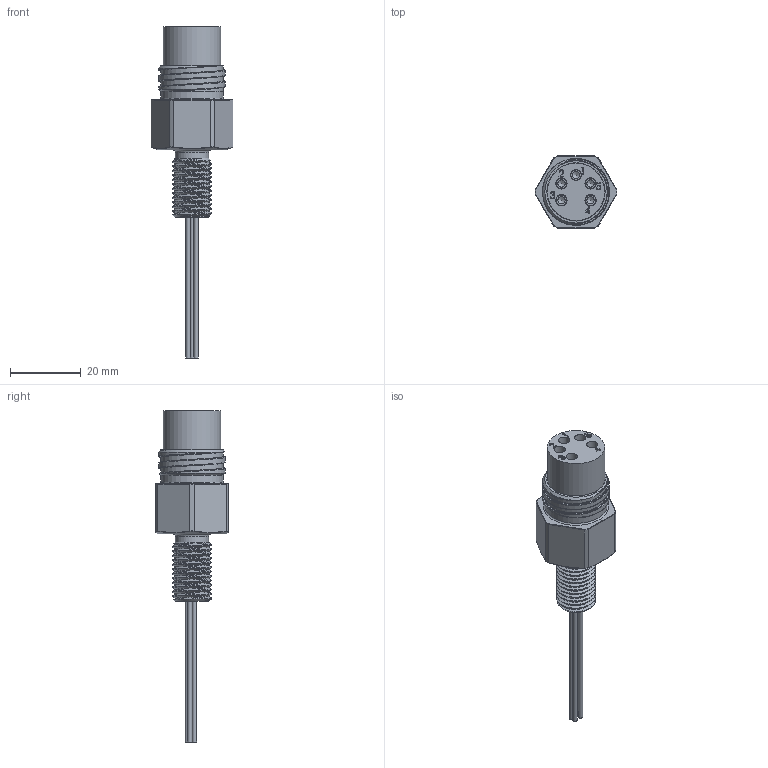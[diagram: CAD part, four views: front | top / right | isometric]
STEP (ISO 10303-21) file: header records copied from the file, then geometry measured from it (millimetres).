
FILE_DESCRIPTION(/* description */ (''),/* implementation_level */ '2;1');
FILE_NAME(/* name */ 'MCBH5F-WB.stp',/* time_stamp */ '2014-12-16T14:45:55+01:00',/* author */ ('sh'),/* organization */ (''),/* preprocessor_version */ 'ST-DEVELOPER v15.2',/* originating_system */ 'Autodesk Inventor 2014',/* authorisation */ '');
FILE_SCHEMA (('AUTOMOTIVE_DESIGN { 1 0 10303 214 3 1 1 }'));
Length unit declared in the file: inch
Products named in the file (1): MCBH5F-WB
Bounding box: 23.11 x 20.62 x 94.06 mm (x, y, z)
Volume: 11117.3 mm3; surface area: 13387.1 mm2
Topology: 25 solids, 25 shells, 564 faces, 1379 edges, 902 vertices
Faces by surface type: plane 208, torus 132, cylinder 129, cone 51, bspline 44
Full cylindrical faces by diameter (mm): 0.737 x5, 1.27 x19, 1.372 x5, 1.448 x5, 2.052 x5, 2.057 x15, 2.723 x5, 2.743 x5, 2.812 x5, 3.175 x25, 3.2 x5, 6.731 x2, 9.449 x1, 12.725 x1, 13.462 x2, 14.351 x2, 15.875 x1, 15.926 x2, 16.256 x2, 17.247 x1, 17.628 x1, 18.415 x1
Entity records: 26459 total; most frequent: CARTESIAN_POINT 14541, DIRECTION 2447, ORIENTED_EDGE 2124, AXIS2_PLACEMENT_3D 1066, EDGE_CURVE 1062, EDGE_LOOP 885, VERTEX_POINT 831, FACE_OUTER_BOUND 563
